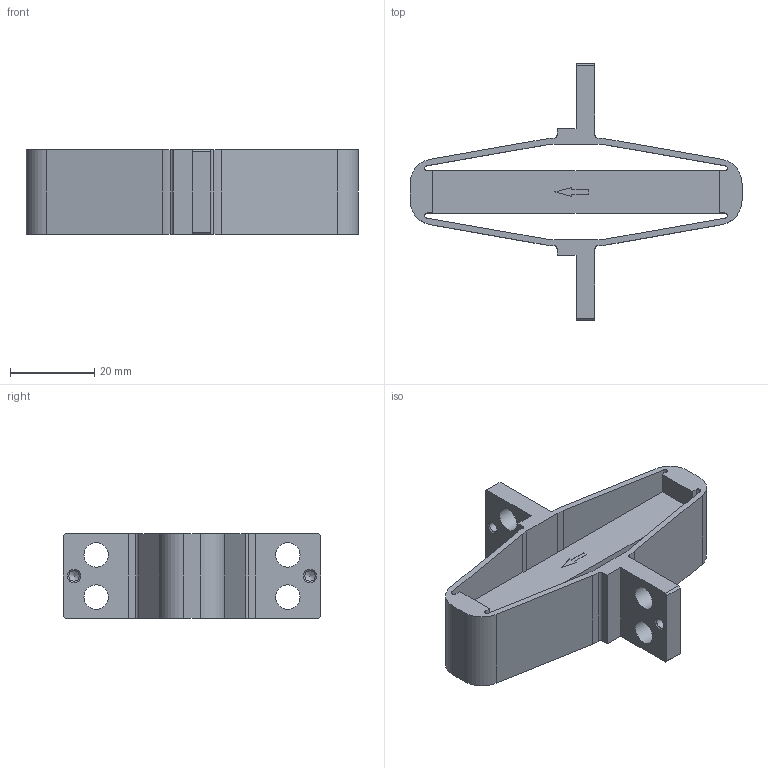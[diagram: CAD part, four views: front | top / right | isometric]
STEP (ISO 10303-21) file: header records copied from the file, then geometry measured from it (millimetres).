
FILE_DESCRIPTION (( 'STEP AP214' ), '1' );
FILE_NAME ('apa300ml_full.STEP', '2021-04-22T09:42:38', ( '' ), ( '' ), 'SwSTEP 2.0', 'SolidWorks 2020', '' );
FILE_SCHEMA (( 'AUTOMOTIVE_DESIGN' ));
Length unit declared in the file: millimetre
Products named in the file (1): apa300ml_full
Bounding box: 78.79 x 61 x 20 mm (x, y, z)
Volume: 16362.8 mm3; surface area: 12613.8 mm2
Topology: 2 solids, 2 shells, 78 faces, 215 edges, 142 vertices
Faces by surface type: plane 48, cylinder 26, cone 4
Full cylindrical faces by diameter (mm): 2.5 x2, 5.8 x4
Entity records: 2476 total; most frequent: CARTESIAN_POINT 422, DIRECTION 415, ORIENTED_EDGE 406, EDGE_CURVE 203, LINE 149, VECTOR 149, VERTEX_POINT 140, AXIS2_PLACEMENT_3D 133
